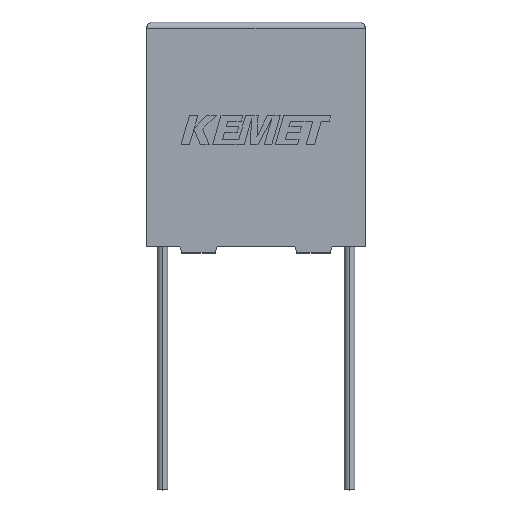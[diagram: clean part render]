
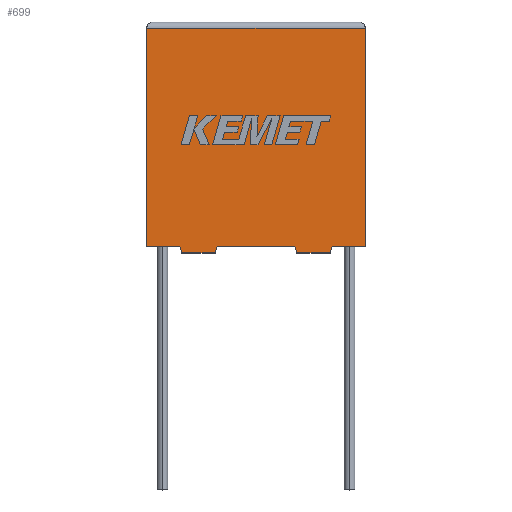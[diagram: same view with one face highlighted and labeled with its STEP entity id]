
A CAD part, top view. The second image highlights one B-rep face of the part: STEP entity #699.
In plain terms, the highlighted planar face has unit normal (0, 0, 1).
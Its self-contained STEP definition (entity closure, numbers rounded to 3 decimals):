
#5 = CARTESIAN_POINT ( 'NONE',  ( 12.023, -0.5, 10.5 ) ) ;
#157 = CARTESIAN_POINT ( 'NONE',  ( 0., 17.5, 10.5 ) ) ;
#159 = DIRECTION ( 'NONE',  ( 0., 0., -1. ) ) ;
#179 = VECTOR ( 'NONE', #1422, 1000. ) ;
#221 = CARTESIAN_POINT ( 'NONE',  ( 17.5, 17.5, 10.5 ) ) ;
#239 = ORIENTED_EDGE ( 'NONE', *, *, #466, .T. ) ;
#254 = LINE ( 'NONE', #3063, #2952 ) ;
#311 = AXIS2_PLACEMENT_3D ( 'NONE', #2130, #159, #1396 ) ;
#330 = EDGE_CURVE ( 'NONE', #1696, #1370, #931, .T. ) ;
#383 = CARTESIAN_POINT ( 'NONE',  ( 2.65, 0., 10.5 ) ) ;
#446 = VECTOR ( 'NONE', #1078, 1000. ) ;
#466 = EDGE_CURVE ( 'NONE', #2469, #1448, #1552, .T. ) ;
#542 = CARTESIAN_POINT ( 'NONE',  ( 5.478, -0.5, 10.5 ) ) ;
#543 = EDGE_CURVE ( 'NONE', #1370, #2550, #1079, .T. ) ;
#557 = LINE ( 'NONE', #157, #790 ) ;
#562 = ORIENTED_EDGE ( 'NONE', *, *, #543, .T. ) ;
#573 = CARTESIAN_POINT ( 'NONE',  ( 0., 0., 10.5 ) ) ;
#594 = VECTOR ( 'NONE', #916, 1000. ) ;
#620 = CARTESIAN_POINT ( 'NONE',  ( 2.65, 0., 10.5 ) ) ;
#666 = CARTESIAN_POINT ( 'NONE',  ( 14.7, -0.5, 10.5 ) ) ;
#699 = ADVANCED_FACE ( 'NONE', ( #1912 ), #1906, .F. ) ;
#755 = EDGE_CURVE ( 'NONE', #868, #2469, #2932, .T. ) ;
#790 = VECTOR ( 'NONE', #2178, 1000. ) ;
#819 = CARTESIAN_POINT ( 'NONE',  ( 0., 0., 10.5 ) ) ;
#821 = CARTESIAN_POINT ( 'NONE',  ( 0., 0., 10.5 ) ) ;
#859 = VECTOR ( 'NONE', #1670, 1000. ) ;
#868 = VERTEX_POINT ( 'NONE', #2605 ) ;
#910 = VERTEX_POINT ( 'NONE', #1903 ) ;
#916 = DIRECTION ( 'NONE',  ( 0., 1., 0. ) ) ;
#925 = VERTEX_POINT ( 'NONE', #2177 ) ;
#931 = LINE ( 'NONE', #2413, #2344 ) ;
#950 = CARTESIAN_POINT ( 'NONE',  ( 11.873, 0., 10.5 ) ) ;
#956 = VECTOR ( 'NONE', #2967, 1000. ) ;
#988 = VECTOR ( 'NONE', #2147, 1000. ) ;
#1061 = VECTOR ( 'NONE', #1227, 1000. ) ;
#1078 = DIRECTION ( 'NONE',  ( 1., 0., 0. ) ) ;
#1079 = LINE ( 'NONE', #819, #1484 ) ;
#1095 = VERTEX_POINT ( 'NONE', #5 ) ;
#1148 = ORIENTED_EDGE ( 'NONE', *, *, #2909, .F. ) ;
#1153 = LINE ( 'NONE', #1437, #179 ) ;
#1179 = ORIENTED_EDGE ( 'NONE', *, *, #1260, .T. ) ;
#1227 = DIRECTION ( 'NONE',  ( -0.287, -0.958, 0. ) ) ;
#1260 = EDGE_CURVE ( 'NONE', #1448, #2981, #1890, .T. ) ;
#1268 = EDGE_CURVE ( 'NONE', #2550, #868, #3150, .T. ) ;
#1288 = CARTESIAN_POINT ( 'NONE',  ( 5.628, 0., 10.5 ) ) ;
#1313 = ORIENTED_EDGE ( 'NONE', *, *, #2272, .T. ) ;
#1332 = ORIENTED_EDGE ( 'NONE', *, *, #1381, .T. ) ;
#1370 = VERTEX_POINT ( 'NONE', #573 ) ;
#1381 = EDGE_CURVE ( 'NONE', #925, #910, #254, .T. ) ;
#1396 = DIRECTION ( 'NONE',  ( -1., 0., 0. ) ) ;
#1422 = DIRECTION ( 'NONE',  ( -0.287, 0.958, 0. ) ) ;
#1437 = CARTESIAN_POINT ( 'NONE',  ( 12.023, -0.5, 10.5 ) ) ;
#1448 = VERTEX_POINT ( 'NONE', #1288 ) ;
#1484 = VECTOR ( 'NONE', #2606, 1000. ) ;
#1552 = LINE ( 'NONE', #542, #2498 ) ;
#1615 = CARTESIAN_POINT ( 'NONE',  ( 0., 17.5, 10.5 ) ) ;
#1670 = DIRECTION ( 'NONE',  ( 1., 0., 0. ) ) ;
#1685 = ORIENTED_EDGE ( 'NONE', *, *, #2888, .T. ) ;
#1696 = VERTEX_POINT ( 'NONE', #1615 ) ;
#1780 = DIRECTION ( 'NONE',  ( 1., 0., 0. ) ) ;
#1839 = EDGE_CURVE ( 'NONE', #2840, #1095, #1846, .T. ) ;
#1846 = LINE ( 'NONE', #666, #988 ) ;
#1890 = LINE ( 'NONE', #821, #446 ) ;
#1903 = CARTESIAN_POINT ( 'NONE',  ( 17.5, 0., 10.5 ) ) ;
#1906 = PLANE ( 'NONE',  #311 ) ;
#1912 = FACE_OUTER_BOUND ( 'NONE', #2796, .T. ) ;
#1957 = CARTESIAN_POINT ( 'NONE',  ( 5.478, -0.5, 10.5 ) ) ;
#2042 = ORIENTED_EDGE ( 'NONE', *, *, #755, .T. ) ;
#2079 = LINE ( 'NONE', #2129, #1061 ) ;
#2129 = CARTESIAN_POINT ( 'NONE',  ( 14.85, 0., 10.5 ) ) ;
#2130 = CARTESIAN_POINT ( 'NONE',  ( 0., 0., 10.5 ) ) ;
#2147 = DIRECTION ( 'NONE',  ( -1., 0., 0. ) ) ;
#2177 = CARTESIAN_POINT ( 'NONE',  ( 14.85, 0., 10.5 ) ) ;
#2178 = DIRECTION ( 'NONE',  ( -1., 0., 0. ) ) ;
#2272 = EDGE_CURVE ( 'NONE', #910, #3128, #2939, .T. ) ;
#2308 = DIRECTION ( 'NONE',  ( 0.287, 0.958, 0. ) ) ;
#2344 = VECTOR ( 'NONE', #2449, 1000. ) ;
#2413 = CARTESIAN_POINT ( 'NONE',  ( 0., 0., 10.5 ) ) ;
#2446 = ORIENTED_EDGE ( 'NONE', *, *, #1268, .T. ) ;
#2449 = DIRECTION ( 'NONE',  ( 0., -1., 0. ) ) ;
#2469 = VERTEX_POINT ( 'NONE', #1957 ) ;
#2498 = VECTOR ( 'NONE', #2308, 1000. ) ;
#2550 = VERTEX_POINT ( 'NONE', #620 ) ;
#2569 = ORIENTED_EDGE ( 'NONE', *, *, #2935, .F. ) ;
#2601 = CARTESIAN_POINT ( 'NONE',  ( 17.5, 0., 10.5 ) ) ;
#2605 = CARTESIAN_POINT ( 'NONE',  ( 2.8, -0.5, 10.5 ) ) ;
#2606 = DIRECTION ( 'NONE',  ( 1., 0., 0. ) ) ;
#2796 = EDGE_LOOP ( 'NONE', ( #1313, #1685, #3057, #562, #2446, #2042, #239, #1179, #1148, #2986, #2569, #1332 ) ) ;
#2840 = VERTEX_POINT ( 'NONE', #3142 ) ;
#2888 = EDGE_CURVE ( 'NONE', #3128, #1696, #557, .T. ) ;
#2909 = EDGE_CURVE ( 'NONE', #1095, #2981, #1153, .T. ) ;
#2932 = LINE ( 'NONE', #3184, #859 ) ;
#2935 = EDGE_CURVE ( 'NONE', #925, #2840, #2079, .T. ) ;
#2939 = LINE ( 'NONE', #2601, #594 ) ;
#2952 = VECTOR ( 'NONE', #1780, 1000. ) ;
#2967 = DIRECTION ( 'NONE',  ( 0.287, -0.958, 0. ) ) ;
#2981 = VERTEX_POINT ( 'NONE', #950 ) ;
#2986 = ORIENTED_EDGE ( 'NONE', *, *, #1839, .F. ) ;
#3057 = ORIENTED_EDGE ( 'NONE', *, *, #330, .T. ) ;
#3063 = CARTESIAN_POINT ( 'NONE',  ( 0., 0., 10.5 ) ) ;
#3128 = VERTEX_POINT ( 'NONE', #221 ) ;
#3142 = CARTESIAN_POINT ( 'NONE',  ( 14.7, -0.5, 10.5 ) ) ;
#3150 = LINE ( 'NONE', #383, #956 ) ;
#3184 = CARTESIAN_POINT ( 'NONE',  ( 2.8, -0.5, 10.5 ) ) ;
